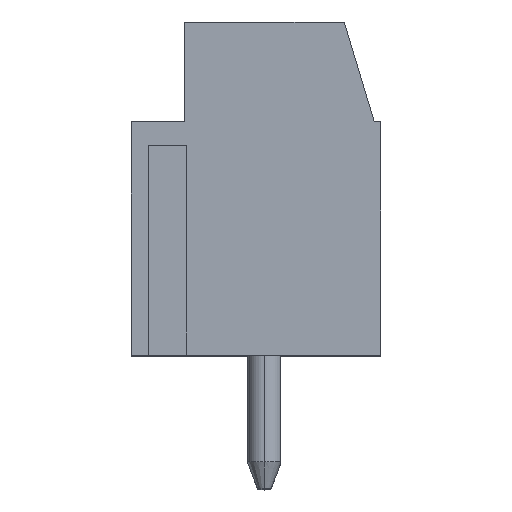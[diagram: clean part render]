
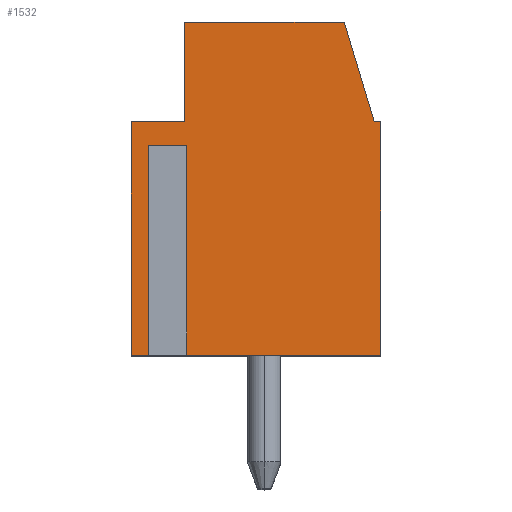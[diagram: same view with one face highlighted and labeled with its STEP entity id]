
A CAD part, top view. The second image highlights one B-rep face of the part: STEP entity #1532.
In plain terms, the highlighted planar face has unit normal (0, 0, 1).
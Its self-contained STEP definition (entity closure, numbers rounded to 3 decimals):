
#56 = CARTESIAN_POINT ( 'NONE',  ( -603.862, 0., 0. ) ) ;
#79 = CARTESIAN_POINT ( 'NONE',  ( -603.862, -510.614, 0. ) ) ;
#100 = LINE ( 'NONE', #2012, #885 ) ;
#104 = CARTESIAN_POINT ( 'NONE',  ( -604.962, -507.614, 0. ) ) ;
#154 = LINE ( 'NONE', #384, #537 ) ;
#173 = VERTEX_POINT ( 'NONE', #277 ) ;
#199 = CARTESIAN_POINT ( 'NONE',  ( 0., -507.614, 0. ) ) ;
#205 = VECTOR ( 'NONE', #402, 1000. ) ;
#224 = VERTEX_POINT ( 'NONE', #1201 ) ;
#247 = ORIENTED_EDGE ( 'NONE', *, *, #1691, .T. ) ;
#275 = ORIENTED_EDGE ( 'NONE', *, *, #1735, .T. ) ;
#277 = CARTESIAN_POINT ( 'NONE',  ( -603.862, -517.614, 0. ) ) ;
#329 = CARTESIAN_POINT ( 'NONE',  ( 0., -511.314, 0. ) ) ;
#341 = VECTOR ( 'NONE', #700, 1000. ) ;
#377 = ORIENTED_EDGE ( 'NONE', *, *, #1285, .F. ) ;
#380 = ORIENTED_EDGE ( 'NONE', *, *, #1820, .T. ) ;
#384 = CARTESIAN_POINT ( 'NONE',  ( -610.062, -510.614, 0. ) ) ;
#386 = LINE ( 'NONE', #199, #341 ) ;
#387 = CARTESIAN_POINT ( 'NONE',  ( -609.762, 0., 0. ) ) ;
#393 = DIRECTION ( 'NONE',  ( 0., -1., 0. ) ) ;
#402 = DIRECTION ( 'NONE',  ( 0., -1., 0. ) ) ;
#405 = ORIENTED_EDGE ( 'NONE', *, *, #1869, .T. ) ;
#413 = VERTEX_POINT ( 'NONE', #1233 ) ;
#414 = DIRECTION ( 'NONE',  ( -1., 0., 0. ) ) ;
#430 = ORIENTED_EDGE ( 'NONE', *, *, #1455, .T. ) ;
#490 = VECTOR ( 'NONE', #1152, 1000. ) ;
#508 = ORIENTED_EDGE ( 'NONE', *, *, #1842, .T. ) ;
#513 = VERTEX_POINT ( 'NONE', #709 ) ;
#526 = CARTESIAN_POINT ( 'NONE',  ( -611.362, -517.614, 0. ) ) ;
#537 = VECTOR ( 'NONE', #1676, 1000. ) ;
#538 = LINE ( 'NONE', #1957, #971 ) ;
#584 = DIRECTION ( 'NONE',  ( 1., 0., 0. ) ) ;
#585 = CARTESIAN_POINT ( 'NONE',  ( -609.687, -517.614, 0. ) ) ;
#669 = VERTEX_POINT ( 'NONE', #585 ) ;
#679 = CARTESIAN_POINT ( 'NONE',  ( 0., 0., 0. ) ) ;
#697 = LINE ( 'NONE', #387, #1107 ) ;
#700 = DIRECTION ( 'NONE',  ( -1., 0., 0. ) ) ;
#709 = CARTESIAN_POINT ( 'NONE',  ( -609.762, -510.614, 0. ) ) ;
#732 = VERTEX_POINT ( 'NONE', #1546 ) ;
#813 = CARTESIAN_POINT ( 'NONE',  ( -610.837, 0., 0. ) ) ;
#841 = DIRECTION ( 'NONE',  ( 1., 0., 0. ) ) ;
#844 = CARTESIAN_POINT ( 'NONE',  ( -610.837, -517.614, 0. ) ) ;
#871 = VERTEX_POINT ( 'NONE', #104 ) ;
#872 = VECTOR ( 'NONE', #1651, 1000. ) ;
#885 = VECTOR ( 'NONE', #414, 1000. ) ;
#892 = CARTESIAN_POINT ( 'NONE',  ( -611.362, 0., 0. ) ) ;
#927 = LINE ( 'NONE', #1214, #984 ) ;
#971 = VECTOR ( 'NONE', #2105, 1000. ) ;
#984 = VECTOR ( 'NONE', #584, 1000. ) ;
#997 = LINE ( 'NONE', #813, #1368 ) ;
#1057 = LINE ( 'NONE', #892, #205 ) ;
#1107 = VECTOR ( 'NONE', #393, 1000. ) ;
#1152 = DIRECTION ( 'NONE',  ( -1., -0.003, 0. ) ) ;
#1159 = CARTESIAN_POINT ( 'NONE',  ( -604.062, -510.614, 0. ) ) ;
#1201 = CARTESIAN_POINT ( 'NONE',  ( -609.762, -507.614, 0. ) ) ;
#1214 = CARTESIAN_POINT ( 'NONE',  ( 0., -517.614, 0. ) ) ;
#1233 = CARTESIAN_POINT ( 'NONE',  ( -609.687, -511.314, 0. ) ) ;
#1240 = LINE ( 'NONE', #1159, #872 ) ;
#1285 = EDGE_CURVE ( 'NONE', #1680, #513, #154, .T. ) ;
#1310 = CARTESIAN_POINT ( 'NONE',  ( -603.862, -510.614, 0. ) ) ;
#1314 = EDGE_LOOP ( 'NONE', ( #247, #275, #377, #380, #405, #430, #1841, #1940, #1870, #508, #1623, #1390 ) ) ;
#1315 = VECTOR ( 'NONE', #1937, 1000. ) ;
#1322 = CARTESIAN_POINT ( 'NONE',  ( -611.362, -510.614, 0. ) ) ;
#1356 = VECTOR ( 'NONE', #1695, 1000. ) ;
#1368 = VECTOR ( 'NONE', #1758, 1000. ) ;
#1390 = ORIENTED_EDGE ( 'NONE', *, *, #1642, .T. ) ;
#1395 = VERTEX_POINT ( 'NONE', #2057 ) ;
#1455 = EDGE_CURVE ( 'NONE', #1607, #1395, #997, .T. ) ;
#1479 = EDGE_CURVE ( 'NONE', #1395, #413, #1751, .T. ) ;
#1532 = ADVANCED_FACE ( 'NONE', ( #1969 ), #1792, .T. ) ;
#1541 = EDGE_CURVE ( 'NONE', #413, #669, #538, .T. ) ;
#1546 = CARTESIAN_POINT ( 'NONE',  ( -604.062, -510.614, 0. ) ) ;
#1574 = EDGE_CURVE ( 'NONE', #2014, #732, #1774, .T. ) ;
#1607 = VERTEX_POINT ( 'NONE', #844 ) ;
#1623 = ORIENTED_EDGE ( 'NONE', *, *, #1574, .T. ) ;
#1642 = EDGE_CURVE ( 'NONE', #732, #871, #1240, .T. ) ;
#1643 = VERTEX_POINT ( 'NONE', #526 ) ;
#1651 = DIRECTION ( 'NONE',  ( -0.287, 0.958, 0. ) ) ;
#1676 = DIRECTION ( 'NONE',  ( 1., 0., 0. ) ) ;
#1680 = VERTEX_POINT ( 'NONE', #1322 ) ;
#1691 = EDGE_CURVE ( 'NONE', #871, #224, #386, .T. ) ;
#1695 = DIRECTION ( 'NONE',  ( 0., 1., 0. ) ) ;
#1735 = EDGE_CURVE ( 'NONE', #224, #513, #697, .T. ) ;
#1751 = LINE ( 'NONE', #329, #1315 ) ;
#1758 = DIRECTION ( 'NONE',  ( 0., 1., 0. ) ) ;
#1774 = LINE ( 'NONE', #1310, #490 ) ;
#1788 = LINE ( 'NONE', #56, #1356 ) ;
#1792 = PLANE ( 'NONE',  #2015 ) ;
#1798 = DIRECTION ( 'NONE',  ( 0., 0., 1. ) ) ;
#1820 = EDGE_CURVE ( 'NONE', #1680, #1643, #1057, .T. ) ;
#1841 = ORIENTED_EDGE ( 'NONE', *, *, #1479, .T. ) ;
#1842 = EDGE_CURVE ( 'NONE', #173, #2014, #1788, .T. ) ;
#1869 = EDGE_CURVE ( 'NONE', #1643, #1607, #927, .T. ) ;
#1870 = ORIENTED_EDGE ( 'NONE', *, *, #1878, .F. ) ;
#1878 = EDGE_CURVE ( 'NONE', #173, #669, #100, .T. ) ;
#1937 = DIRECTION ( 'NONE',  ( 1., 0., 0. ) ) ;
#1940 = ORIENTED_EDGE ( 'NONE', *, *, #1541, .T. ) ;
#1957 = CARTESIAN_POINT ( 'NONE',  ( -609.687, 0., 0. ) ) ;
#1969 = FACE_OUTER_BOUND ( 'NONE', #1314, .T. ) ;
#2012 = CARTESIAN_POINT ( 'NONE',  ( -607.612, -517.614, 0. ) ) ;
#2014 = VERTEX_POINT ( 'NONE', #79 ) ;
#2015 = AXIS2_PLACEMENT_3D ( 'NONE', #679, #1798, #841 ) ;
#2057 = CARTESIAN_POINT ( 'NONE',  ( -610.837, -511.314, 0. ) ) ;
#2105 = DIRECTION ( 'NONE',  ( 0., -1., 0. ) ) ;
